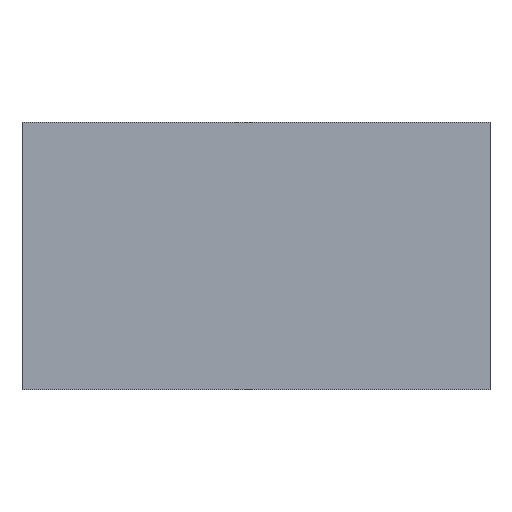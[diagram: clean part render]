
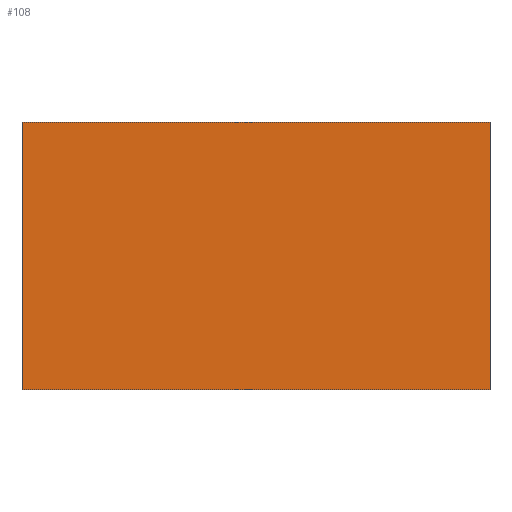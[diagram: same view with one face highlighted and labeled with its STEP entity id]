
A CAD part, top view. The second image highlights one B-rep face of the part: STEP entity #108.
In plain terms, the highlighted planar face has unit normal (0, 0, 1).
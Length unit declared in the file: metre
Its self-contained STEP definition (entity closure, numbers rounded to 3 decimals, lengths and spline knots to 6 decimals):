
#108 = ADVANCED_FACE( '', ( #212 ), #213, .T. );
#212 = FACE_OUTER_BOUND( '', #309, .T. );
#213 = PLANE( '', #310 );
#309 = EDGE_LOOP( '', ( #575, #576, #577, #578 ) );
#310 = AXIS2_PLACEMENT_3D( '', #579, #580, #581 );
#575 = ORIENTED_EDGE( '', *, *, #666, .F. );
#576 = ORIENTED_EDGE( '', *, *, #639, .T. );
#577 = ORIENTED_EDGE( '', *, *, #717, .T. );
#578 = ORIENTED_EDGE( '', *, *, #647, .F. );
#579 = CARTESIAN_POINT( '', ( 0.25, 0., 1.15 ) );
#580 = DIRECTION( '', ( 0., 0., 1. ) );
#581 = DIRECTION( '', ( 1., 0., 0. ) );
#639 = EDGE_CURVE( '', #780, #778, #781, .T. );
#647 = EDGE_CURVE( '', #790, #792, #793, .T. );
#666 = EDGE_CURVE( '', #780, #790, #822, .T. );
#717 = EDGE_CURVE( '', #778, #792, #887, .T. );
#778 = VERTEX_POINT( '', #968 );
#780 = VERTEX_POINT( '', #971 );
#781 = LINE( '', #972, #973 );
#790 = VERTEX_POINT( '', #986 );
#792 = VERTEX_POINT( '', #989 );
#793 = LINE( '', #990, #991 );
#822 = LINE( '', #1031, #1032 );
#887 = LINE( '', #1124, #1125 );
#968 = CARTESIAN_POINT( '', ( -0.625, 0.5, 1.15 ) );
#971 = CARTESIAN_POINT( '', ( 1.125, 0.5, 1.15 ) );
#972 = CARTESIAN_POINT( '', ( 0.25, 0.5, 1.15 ) );
#973 = VECTOR( '', #1167, 1. );
#986 = CARTESIAN_POINT( '', ( 1.125, -0.5, 1.15 ) );
#989 = CARTESIAN_POINT( '', ( -0.625, -0.5, 1.15 ) );
#990 = CARTESIAN_POINT( '', ( 0.25, -0.5, 1.15 ) );
#991 = VECTOR( '', #1173, 1. );
#1031 = CARTESIAN_POINT( '', ( 1.125, 0., 1.15 ) );
#1032 = VECTOR( '', #1194, 1. );
#1124 = CARTESIAN_POINT( '', ( -0.625, 0., 1.15 ) );
#1125 = VECTOR( '', #1243, 1. );
#1167 = DIRECTION( '', ( -1., 0., 0. ) );
#1173 = DIRECTION( '', ( -1., 0., 0. ) );
#1194 = DIRECTION( '', ( 0., -1., 0. ) );
#1243 = DIRECTION( '', ( 0., -1., 0. ) );
